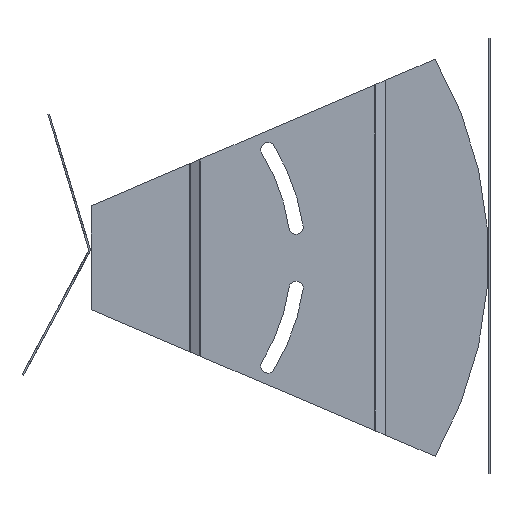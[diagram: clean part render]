
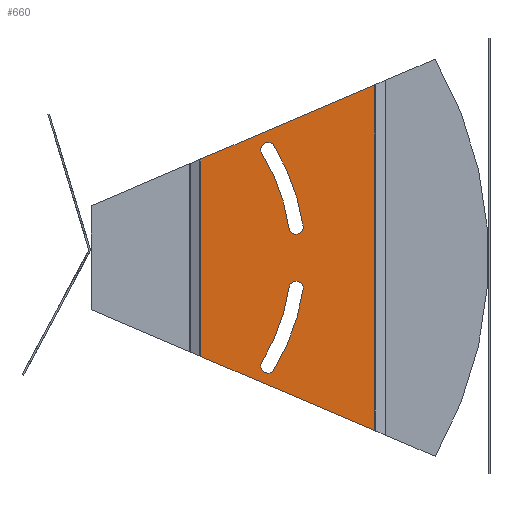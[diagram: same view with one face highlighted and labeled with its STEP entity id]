
A CAD part, front view. The second image highlights one B-rep face of the part: STEP entity #660.
In plain terms, the highlighted face is planar.
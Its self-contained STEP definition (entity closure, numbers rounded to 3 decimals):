
#423 = AXIS2_PLACEMENT_3D ( 'NONE', #2092, #2091, #2088 ) ;
#424 = AXIS2_PLACEMENT_3D ( 'NONE', #2086, #2084, #2083 ) ;
#425 = AXIS2_PLACEMENT_3D ( 'NONE', #3260, #3088, #3016 ) ;
#426 = AXIS2_PLACEMENT_3D ( 'NONE', #2043, #2025, #2041 ) ;
#427 = AXIS2_PLACEMENT_3D ( 'NONE', #2035, #2034, #2033 ) ;
#428 = AXIS2_PLACEMENT_3D ( 'NONE', #2017, #2016, #2014 ) ;
#429 = AXIS2_PLACEMENT_3D ( 'NONE', #2038, #2037, #2036 ) ;
#430 = AXIS2_PLACEMENT_3D ( 'NONE', #2028, #2027, #2026 ) ;
#660 = ADVANCED_FACE ( 'NONE', ( #1493, #1497, #1490 ), #3288, .F. ) ;
#714 = AXIS2_PLACEMENT_3D ( 'NONE', #3296, #3304, #3283 ) ;
#870 = CARTESIAN_POINT ( 'NONE',  ( 3.3, 54.118, 48.717 ) ) ;
#904 = CARTESIAN_POINT ( 'NONE',  ( 3.3, 104.588, -15.631 ) ) ;
#934 = CARTESIAN_POINT ( 'NONE',  ( 3.3, 90.167, 55.254 ) ) ;
#940 = CARTESIAN_POINT ( 'NONE',  ( 3.3, 139.882, -85.273 ) ) ;
#941 = CARTESIAN_POINT ( 'NONE',  ( 3.3, 97.665, -14.596 ) ) ;
#942 = CARTESIAN_POINT ( 'NONE',  ( 3.3, 54.118, -48.717 ) ) ;
#943 = CARTESIAN_POINT ( 'NONE',  ( 3.3, 84.198, -51.597 ) ) ;
#945 = CARTESIAN_POINT ( 'NONE',  ( 3.3, 104.588, 15.631 ) ) ;
#946 = CARTESIAN_POINT ( 'NONE',  ( 3.3, 90.167, -55.254 ) ) ;
#947 = CARTESIAN_POINT ( 'NONE',  ( 3.3, 97.665, 14.596 ) ) ;
#948 = CARTESIAN_POINT ( 'NONE',  ( 3.3, 84.198, 51.597 ) ) ;
#950 = CARTESIAN_POINT ( 'NONE',  ( 3.3, 139.882, 85.273 ) ) ;
#1223 = EDGE_CURVE ( 'NONE', #3396, #3576, #1665, .T. ) ;
#1225 = EDGE_CURVE ( 'NONE', #3575, #3583, #1670, .T. ) ;
#1226 = EDGE_CURVE ( 'NONE', #3440, #3575, #1672, .T. ) ;
#1227 = EDGE_CURVE ( 'NONE', #3586, #3440, #1669, .T. ) ;
#1228 = EDGE_CURVE ( 'NONE', #3583, #3586, #1673, .T. ) ;
#1229 = EDGE_CURVE ( 'NONE', #3474, #3588, #1674, .T. ) ;
#1231 = EDGE_CURVE ( 'NONE', #3588, #3587, #1671, .T. ) ;
#1233 = EDGE_CURVE ( 'NONE', #3592, #3590, #1676, .T. ) ;
#1235 = EDGE_CURVE ( 'NONE', #3396, #3592, #1683, .T. ) ;
#1237 = EDGE_CURVE ( 'NONE', #3590, #3576, #1681, .T. ) ;
#1239 = EDGE_CURVE ( 'NONE', #3587, #3585, #1687, .T. ) ;
#1241 = EDGE_CURVE ( 'NONE', #3585, #3474, #1688, .T. ) ;
#1409 = EDGE_LOOP ( 'NONE', ( #2467, #2468, #2469, #2470 ) ) ;
#1410 = EDGE_LOOP ( 'NONE', ( #2459, #2460, #2461, #2462 ) ) ;
#1414 = EDGE_LOOP ( 'NONE', ( #2463, #2464, #2465, #2466 ) ) ;
#1490 = FACE_OUTER_BOUND ( 'NONE', #1409, .T. ) ;
#1493 = FACE_BOUND ( 'NONE', #1410, .T. ) ;
#1497 = FACE_BOUND ( 'NONE', #1414, .T. ) ;
#1665 = LINE ( 'NONE', #2098, #1667 ) ;
#1667 = VECTOR ( 'NONE', #2096, 1000. ) ;
#1669 = CIRCLE ( 'NONE', #425, 105.75 ) ;
#1670 = CIRCLE ( 'NONE', #423, 98.75 ) ;
#1671 = CIRCLE ( 'NONE', #428, 98.75 ) ;
#1672 = CIRCLE ( 'NONE', #424, 3.5 ) ;
#1673 = CIRCLE ( 'NONE', #426, 3.5 ) ;
#1674 = CIRCLE ( 'NONE', #427, 3.5 ) ;
#1676 = LINE ( 'NONE', #2020, #1682 ) ;
#1681 = LINE ( 'NONE', #2051, #1685 ) ;
#1682 = VECTOR ( 'NONE', #2003, 1000. ) ;
#1683 = LINE ( 'NONE', #1969, #1686 ) ;
#1685 = VECTOR ( 'NONE', #2049, 1000. ) ;
#1686 = VECTOR ( 'NONE', #2055, 1000. ) ;
#1687 = CIRCLE ( 'NONE', #429, 3.5 ) ;
#1688 = CIRCLE ( 'NONE', #430, 105.75 ) ;
#1969 = CARTESIAN_POINT ( 'NONE',  ( 3.3, 169.741, 98. ) ) ;
#2003 = DIRECTION ( 'NONE',  ( 0., 0., -1. ) ) ;
#2014 = DIRECTION ( 'NONE',  ( 0., 1., 0. ) ) ;
#2016 = DIRECTION ( 'NONE',  ( -1., 0., 0. ) ) ;
#2017 = CARTESIAN_POINT ( 'NONE',  ( 3.3, 0., 0. ) ) ;
#2020 = CARTESIAN_POINT ( 'NONE',  ( 3.3, 139.882, 200. ) ) ;
#2025 = DIRECTION ( 'NONE',  ( 1., 0., 0. ) ) ;
#2026 = DIRECTION ( 'NONE',  ( 0., 1., 0. ) ) ;
#2027 = DIRECTION ( 'NONE',  ( 1., 0., 0. ) ) ;
#2028 = CARTESIAN_POINT ( 'NONE',  ( 3.3, 0., 0. ) ) ;
#2033 = DIRECTION ( 'NONE',  ( 0., 1., 0. ) ) ;
#2034 = DIRECTION ( 'NONE',  ( 1., 0., 0. ) ) ;
#2035 = CARTESIAN_POINT ( 'NONE',  ( 3.3, 87.182, 53.425 ) ) ;
#2036 = DIRECTION ( 'NONE',  ( 0., 1., 0. ) ) ;
#2037 = DIRECTION ( 'NONE',  ( 1., 0., 0. ) ) ;
#2038 = CARTESIAN_POINT ( 'NONE',  ( 3.3, 101.127, 15.114 ) ) ;
#2041 = DIRECTION ( 'NONE',  ( 0., -1., 0. ) ) ;
#2043 = CARTESIAN_POINT ( 'NONE',  ( 3.3, 87.182, -53.425 ) ) ;
#2049 = DIRECTION ( 'NONE',  ( 0., -0.92, 0.392 ) ) ;
#2051 = CARTESIAN_POINT ( 'NONE',  ( 3.3, 169.741, -98. ) ) ;
#2055 = DIRECTION ( 'NONE',  ( 0., 0.92, 0.392 ) ) ;
#2083 = DIRECTION ( 'NONE',  ( 0., -1., 0. ) ) ;
#2084 = DIRECTION ( 'NONE',  ( 1., 0., 0. ) ) ;
#2086 = CARTESIAN_POINT ( 'NONE',  ( 3.3, 101.127, -15.114 ) ) ;
#2088 = DIRECTION ( 'NONE',  ( 0., -1., 0. ) ) ;
#2091 = DIRECTION ( 'NONE',  ( -1., 0., 0. ) ) ;
#2092 = CARTESIAN_POINT ( 'NONE',  ( 3.3, 0., 0. ) ) ;
#2096 = DIRECTION ( 'NONE',  ( 0., 0., -1. ) ) ;
#2098 = CARTESIAN_POINT ( 'NONE',  ( 3.3, 54.118, 200. ) ) ;
#2459 = ORIENTED_EDGE ( 'NONE', *, *, #1225, .F. ) ;
#2460 = ORIENTED_EDGE ( 'NONE', *, *, #1226, .F. ) ;
#2461 = ORIENTED_EDGE ( 'NONE', *, *, #1227, .F. ) ;
#2462 = ORIENTED_EDGE ( 'NONE', *, *, #1228, .F. ) ;
#2463 = ORIENTED_EDGE ( 'NONE', *, *, #1229, .F. ) ;
#2464 = ORIENTED_EDGE ( 'NONE', *, *, #1241, .F. ) ;
#2465 = ORIENTED_EDGE ( 'NONE', *, *, #1239, .F. ) ;
#2466 = ORIENTED_EDGE ( 'NONE', *, *, #1231, .F. ) ;
#2467 = ORIENTED_EDGE ( 'NONE', *, *, #1223, .T. ) ;
#2468 = ORIENTED_EDGE ( 'NONE', *, *, #1237, .F. ) ;
#2469 = ORIENTED_EDGE ( 'NONE', *, *, #1233, .F. ) ;
#2470 = ORIENTED_EDGE ( 'NONE', *, *, #1235, .F. ) ;
#3016 = DIRECTION ( 'NONE',  ( 0., -1., 0. ) ) ;
#3088 = DIRECTION ( 'NONE',  ( 1., 0., 0. ) ) ;
#3260 = CARTESIAN_POINT ( 'NONE',  ( 3.3, 0., 0. ) ) ;
#3283 = DIRECTION ( 'NONE',  ( 0., 0., 1. ) ) ;
#3288 = PLANE ( 'NONE',  #714 ) ;
#3296 = CARTESIAN_POINT ( 'NONE',  ( 3.3, 54.118, 200. ) ) ;
#3304 = DIRECTION ( 'NONE',  ( -1., 0., 0. ) ) ;
#3396 = VERTEX_POINT ( 'NONE', #870 ) ;
#3440 = VERTEX_POINT ( 'NONE', #904 ) ;
#3474 = VERTEX_POINT ( 'NONE', #934 ) ;
#3575 = VERTEX_POINT ( 'NONE', #941 ) ;
#3576 = VERTEX_POINT ( 'NONE', #942 ) ;
#3583 = VERTEX_POINT ( 'NONE', #943 ) ;
#3585 = VERTEX_POINT ( 'NONE', #945 ) ;
#3586 = VERTEX_POINT ( 'NONE', #946 ) ;
#3587 = VERTEX_POINT ( 'NONE', #947 ) ;
#3588 = VERTEX_POINT ( 'NONE', #948 ) ;
#3590 = VERTEX_POINT ( 'NONE', #940 ) ;
#3592 = VERTEX_POINT ( 'NONE', #950 ) ;
